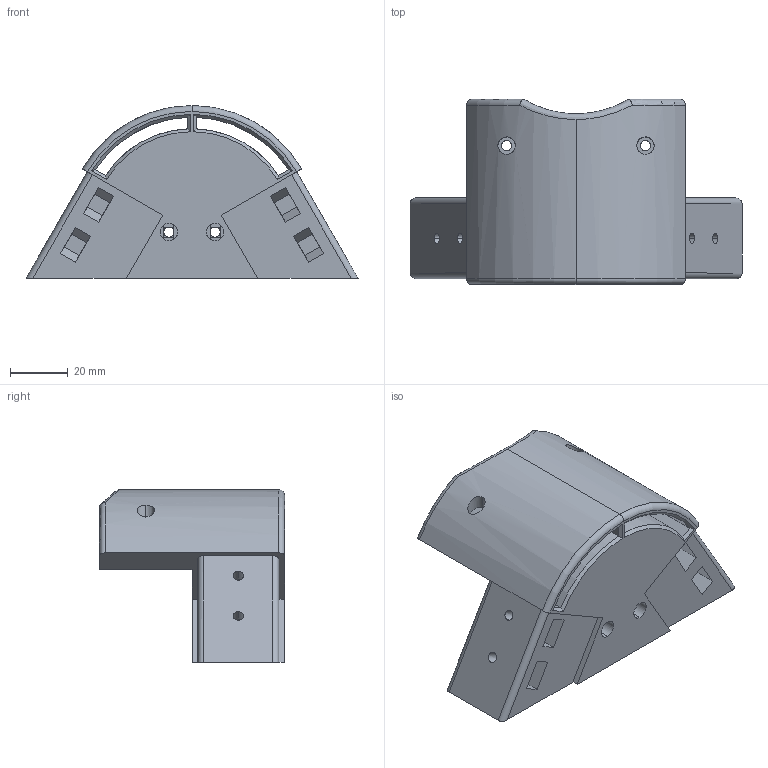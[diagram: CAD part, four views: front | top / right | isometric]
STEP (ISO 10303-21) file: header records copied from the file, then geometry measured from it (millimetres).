
FILE_DESCRIPTION (( 'STEP AP203' ), '1' );
FILE_NAME ('part_channel_connector.STEP', '2025-10-08T14:35:26', ( '' ), ( '' ), 'SwSTEP 2.0', 'SolidWorks 2025', '' );
FILE_SCHEMA (( 'CONFIG_CONTROL_DESIGN' ));
Length unit declared in the file: millimetre
Products named in the file (1): part_channel_connector
Bounding box: 114.81 x 64 x 59.71 mm (x, y, z)
Volume: 164062.7 mm3; surface area: 36319.2 mm2
Topology: 1 solids, 1 shells, 140 faces, 379 edges, 245 vertices
Faces by surface type: plane 84, cylinder 39, cone 8, bspline 5, torus 4
Entity records: 5605 total; most frequent: CARTESIAN_POINT 2020, ORIENTED_EDGE 758, DIRECTION 680, EDGE_CURVE 379, VERTEX_POINT 245, VECTOR 228, LINE 228, AXIS2_PLACEMENT_3D 226
